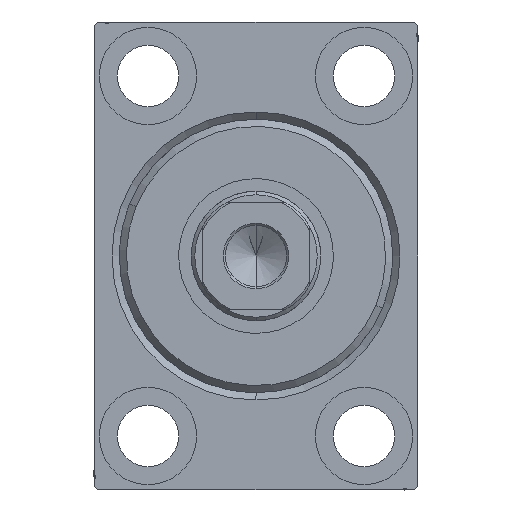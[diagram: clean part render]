
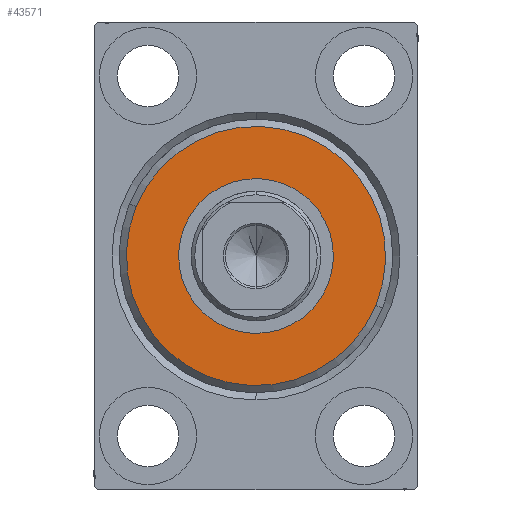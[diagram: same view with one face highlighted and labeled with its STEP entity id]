
A CAD part, left-side view. The second image highlights one B-rep face of the part: STEP entity #43571.
In plain terms, the highlighted face is planar.
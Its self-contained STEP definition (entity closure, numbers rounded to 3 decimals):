
#855 = ORIENTED_EDGE ( 'NONE', *, *, #14093, .T. ) ;
#2347 = FACE_BOUND ( 'NONE', #34108, .T. ) ;
#3442 = DIRECTION ( 'NONE',  ( 0., 0., -1. ) ) ;
#4422 = DIRECTION ( 'NONE',  ( 1., 0., 0. ) ) ;
#4832 = CIRCLE ( 'NONE', #22572, 10.75 ) ;
#5072 = AXIS2_PLACEMENT_3D ( 'NONE', #12778, #30351, #3442 ) ;
#5136 = AXIS2_PLACEMENT_3D ( 'NONE', #8822, #29300, #36171 ) ;
#8602 = EDGE_CURVE ( 'NONE', #16475, #11563, #4832, .T. ) ;
#8822 = CARTESIAN_POINT ( 'NONE',  ( 3., 0., 0. ) ) ;
#9201 = CIRCLE ( 'NONE', #23415, 10.75 ) ;
#11563 = VERTEX_POINT ( 'NONE', #13523 ) ;
#12344 = FACE_OUTER_BOUND ( 'NONE', #41896, .T. ) ;
#12778 = CARTESIAN_POINT ( 'NONE',  ( 3., 0., 0. ) ) ;
#13132 = CARTESIAN_POINT ( 'NONE',  ( 3., 0., -10.75 ) ) ;
#13523 = CARTESIAN_POINT ( 'NONE',  ( 3., 0., 10.75 ) ) ;
#14093 = EDGE_CURVE ( 'NONE', #11563, #16475, #9201, .T. ) ;
#16475 = VERTEX_POINT ( 'NONE', #13132 ) ;
#18776 = CIRCLE ( 'NONE', #23067, 18. ) ;
#22572 = AXIS2_PLACEMENT_3D ( 'NONE', #39269, #42606, #36157 ) ;
#23067 = AXIS2_PLACEMENT_3D ( 'NONE', #24446, #4422, #28446 ) ;
#23415 = AXIS2_PLACEMENT_3D ( 'NONE', #24836, #38602, #28623 ) ;
#24446 = CARTESIAN_POINT ( 'NONE',  ( 3., 0., 0. ) ) ;
#24836 = CARTESIAN_POINT ( 'NONE',  ( 3., 0., 0. ) ) ;
#25482 = EDGE_CURVE ( 'NONE', #41301, #40311, #18776, .T. ) ;
#28446 = DIRECTION ( 'NONE',  ( 0., 0., -1. ) ) ;
#28614 = CARTESIAN_POINT ( 'NONE',  ( 3., 0., -18. ) ) ;
#28623 = DIRECTION ( 'NONE',  ( 0., 0., -1. ) ) ;
#29300 = DIRECTION ( 'NONE',  ( 1., 0., 0. ) ) ;
#29483 = PLANE ( 'NONE',  #5072 ) ;
#30351 = DIRECTION ( 'NONE',  ( 1., 0., 0. ) ) ;
#31425 = ORIENTED_EDGE ( 'NONE', *, *, #8602, .T. ) ;
#32210 = ORIENTED_EDGE ( 'NONE', *, *, #41668, .T. ) ;
#34108 = EDGE_LOOP ( 'NONE', ( #855, #31425 ) ) ;
#36157 = DIRECTION ( 'NONE',  ( 0., 0., -1. ) ) ;
#36171 = DIRECTION ( 'NONE',  ( 0., 0., -1. ) ) ;
#36335 = CARTESIAN_POINT ( 'NONE',  ( 3., 0., 18. ) ) ;
#38602 = DIRECTION ( 'NONE',  ( -1., 0., 0. ) ) ;
#39269 = CARTESIAN_POINT ( 'NONE',  ( 3., 0., 0. ) ) ;
#40311 = VERTEX_POINT ( 'NONE', #28614 ) ;
#41301 = VERTEX_POINT ( 'NONE', #36335 ) ;
#41668 = EDGE_CURVE ( 'NONE', #40311, #41301, #42063, .T. ) ;
#41896 = EDGE_LOOP ( 'NONE', ( #43313, #32210 ) ) ;
#42063 = CIRCLE ( 'NONE', #5136, 18. ) ;
#42606 = DIRECTION ( 'NONE',  ( -1., 0., 0. ) ) ;
#43313 = ORIENTED_EDGE ( 'NONE', *, *, #25482, .T. ) ;
#43571 = ADVANCED_FACE ( 'NONE', ( #12344, #2347 ), #29483, .T. ) ;
